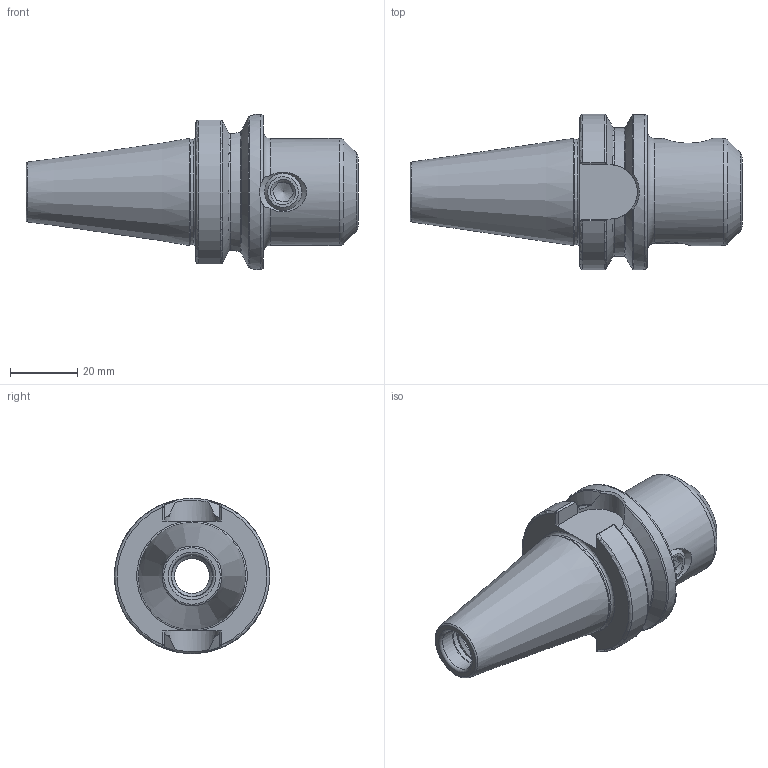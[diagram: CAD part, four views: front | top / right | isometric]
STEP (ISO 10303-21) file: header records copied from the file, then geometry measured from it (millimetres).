
FILE_DESCRIPTION(/* description */ (''),/* implementation_level */ '2;1');
FILE_NAME(/* name */ 'BT30-EM0.5-1.97.stp',/* time_stamp */ '2022-08-26T16:04:49+08:00',/* author */ ('Administrator'),/* organization */ (''),/* preprocessor_version */ 'ST-DEVELOPER v18.1',/* originating_system */ 'Autodesk Inventor 2022',/* authorisation */ '');
FILE_SCHEMA (('AUTOMOTIVE_DESIGN { 1 0 10303 214 3 1 1 }'));
Length unit declared in the file: millimetre
Products named in the file (3): BT30-EM0.5-1; BT30-SLA12.7-50.038; 7-16-20UNF-9.525
Assembly tree (2 placements, depth 2):
  BT30-EM0.5-1
    BT30-SLA12.7-50.038
    7-16-20UNF-9.525
Bounding box: 98.44 x 46 x 46 mm (x, y, z)
Volume: 62065.2 mm3; surface area: 16795.6 mm2
Topology: 2 solids, 2 shells, 95 faces, 249 edges, 160 vertices
Faces by surface type: plane 30, cylinder 19, torus 18, cone 17, bspline 10, sphere 1
Full cylindrical faces by diameter (mm): 4 x1, 9.728 x1, 10.3 x1, 11.113 x1, 11.6 x1, 12.5 x1, 12.7 x1, 13.1 x1, 13.7 x1, 31.15 x1, 31.75 x1, 46 x1
Entity records: 3849 total; most frequent: CARTESIAN_POINT 1561, ORIENTED_EDGE 494, DIRECTION 414, EDGE_CURVE 247, AXIS2_PLACEMENT_3D 168, VERTEX_POINT 160, EDGE_LOOP 103, FACE_OUTER_BOUND 95
